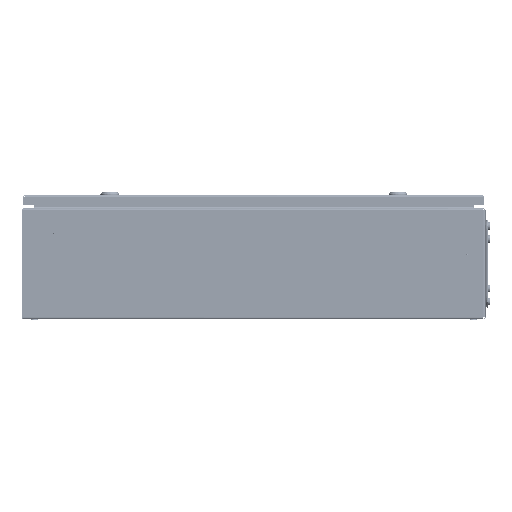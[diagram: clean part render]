
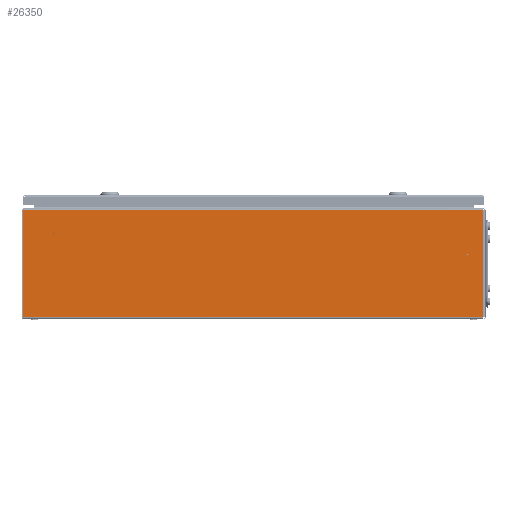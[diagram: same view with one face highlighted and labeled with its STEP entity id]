
A CAD part, left-side view. The second image highlights one B-rep face of the part: STEP entity #26350.
In plain terms, the highlighted planar face has unit normal (-1, 0, 0).
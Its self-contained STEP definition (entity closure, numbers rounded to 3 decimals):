
#346 = CARTESIAN_POINT ( 'NONE',  ( -375., -371.6, 194.992 ) ) ;
#517 = AXIS2_PLACEMENT_3D ( 'NONE', #106998, #40041, #13578 ) ;
#2143 = AXIS2_PLACEMENT_3D ( 'NONE', #5389, #14642, #14272 ) ;
#2749 = EDGE_CURVE ( 'NONE', #60990, #43692, #4429, .T. ) ;
#4429 = CIRCLE ( 'NONE', #79833, 0.883 ) ;
#5389 = CARTESIAN_POINT ( 'NONE',  ( -375., -345., 105. ) ) ;
#6589 = DIRECTION ( 'NONE',  ( -1., 0., 0. ) ) ;
#6866 = DIRECTION ( 'NONE',  ( 0., 1., 0. ) ) ;
#6975 = ORIENTED_EDGE ( 'NONE', *, *, #89248, .F. ) ;
#6984 = CIRCLE ( 'NONE', #517, 0.883 ) ;
#7649 = PLANE ( 'NONE',  #104475 ) ;
#9280 = ORIENTED_EDGE ( 'NONE', *, *, #92345, .F. ) ;
#12181 = EDGE_LOOP ( 'NONE', ( #65462, #46507 ) ) ;
#13548 = LINE ( 'NONE', #346, #101415 ) ;
#13578 = DIRECTION ( 'NONE',  ( 0., 1., 0. ) ) ;
#13826 = EDGE_CURVE ( 'NONE', #48831, #52147, #6984, .T. ) ;
#14272 = DIRECTION ( 'NONE',  ( 0., 1., 0. ) ) ;
#14642 = DIRECTION ( 'NONE',  ( -1., 0., 0. ) ) ;
#15410 = DIRECTION ( 'NONE',  ( -1., 0., 0. ) ) ;
#16086 = VERTEX_POINT ( 'NONE', #68538 ) ;
#18201 = DIRECTION ( 'NONE',  ( 0., 0., -1. ) ) ;
#23007 = ORIENTED_EDGE ( 'NONE', *, *, #13826, .F. ) ;
#23940 = VECTOR ( 'NONE', #45322, 1000. ) ;
#24496 = FACE_OUTER_BOUND ( 'NONE', #36650, .T. ) ;
#26306 = CARTESIAN_POINT ( 'NONE',  ( -375., -324., 138.717 ) ) ;
#26350 = ADVANCED_FACE ( 'NONE', ( #109753, #73695, #105661, #24496 ), #7649, .F. ) ;
#26605 = ORIENTED_EDGE ( 'NONE', *, *, #61957, .T. ) ;
#30550 = CARTESIAN_POINT ( 'NONE',  ( -375., -371.6, 3.4 ) ) ;
#31467 = EDGE_CURVE ( 'NONE', #41667, #56158, #88403, .T. ) ;
#33734 = DIRECTION ( 'NONE',  ( 0., 1., 0. ) ) ;
#36650 = EDGE_LOOP ( 'NONE', ( #6975, #75948, #26605, #9280 ) ) ;
#40041 = DIRECTION ( 'NONE',  ( -1., 0., 0. ) ) ;
#40170 = ORIENTED_EDGE ( 'NONE', *, *, #92250, .F. ) ;
#40248 = CARTESIAN_POINT ( 'NONE',  ( -375., 324., 140.483 ) ) ;
#40857 = LINE ( 'NONE', #100979, #54133 ) ;
#41521 = CARTESIAN_POINT ( 'NONE',  ( -375., -324., 139.6 ) ) ;
#41667 = VERTEX_POINT ( 'NONE', #79646 ) ;
#43692 = VERTEX_POINT ( 'NONE', #86554 ) ;
#45322 = DIRECTION ( 'NONE',  ( 0., 1., 0. ) ) ;
#46507 = ORIENTED_EDGE ( 'NONE', *, *, #87809, .F. ) ;
#46910 = AXIS2_PLACEMENT_3D ( 'NONE', #73070, #72702, #81277 ) ;
#47787 = EDGE_CURVE ( 'NONE', #56158, #41667, #78960, .T. ) ;
#47947 = LINE ( 'NONE', #85788, #23940 ) ;
#48831 = VERTEX_POINT ( 'NONE', #75528 ) ;
#50527 = CARTESIAN_POINT ( 'NONE',  ( -375., -345., 105. ) ) ;
#50699 = DIRECTION ( 'NONE',  ( -1., 0., 0. ) ) ;
#50779 = CIRCLE ( 'NONE', #46910, 0.883 ) ;
#51317 = DIRECTION ( 'NONE',  ( 0., 1., 0. ) ) ;
#51923 = VECTOR ( 'NONE', #51317, 1000. ) ;
#52147 = VERTEX_POINT ( 'NONE', #26306 ) ;
#52943 = ORIENTED_EDGE ( 'NONE', *, *, #47787, .F. ) ;
#53611 = CARTESIAN_POINT ( 'NONE',  ( -375., 373.246, 3.4 ) ) ;
#54133 = VECTOR ( 'NONE', #61141, 1000. ) ;
#55615 = AXIS2_PLACEMENT_3D ( 'NONE', #50527, #6589, #110051 ) ;
#55902 = EDGE_LOOP ( 'NONE', ( #60761, #52943 ) ) ;
#56158 = VERTEX_POINT ( 'NONE', #76596 ) ;
#57575 = EDGE_LOOP ( 'NONE', ( #23007, #40170 ) ) ;
#58342 = CARTESIAN_POINT ( 'NONE',  ( -375., -375., 3.4 ) ) ;
#60761 = ORIENTED_EDGE ( 'NONE', *, *, #31467, .F. ) ;
#60990 = VERTEX_POINT ( 'NONE', #40248 ) ;
#61141 = DIRECTION ( 'NONE',  ( 0., 0., 1. ) ) ;
#61957 = EDGE_CURVE ( 'NONE', #16086, #83699, #47947, .T. ) ;
#63411 = CIRCLE ( 'NONE', #98862, 0.883 ) ;
#64987 = VERTEX_POINT ( 'NONE', #30550 ) ;
#65462 = ORIENTED_EDGE ( 'NONE', *, *, #2749, .F. ) ;
#68538 = CARTESIAN_POINT ( 'NONE',  ( -375., -371.6, 176.6 ) ) ;
#72702 = DIRECTION ( 'NONE',  ( -1., 0., 0. ) ) ;
#73070 = CARTESIAN_POINT ( 'NONE',  ( -375., 324., 139.6 ) ) ;
#73695 = FACE_BOUND ( 'NONE', #57575, .T. ) ;
#74261 = VERTEX_POINT ( 'NONE', #53611 ) ;
#75182 = CARTESIAN_POINT ( 'NONE',  ( -375., 324., 139.6 ) ) ;
#75528 = CARTESIAN_POINT ( 'NONE',  ( -375., -324., 140.483 ) ) ;
#75948 = ORIENTED_EDGE ( 'NONE', *, *, #87109, .F. ) ;
#76412 = CARTESIAN_POINT ( 'NONE',  ( -375., 373.246, 176.6 ) ) ;
#76596 = CARTESIAN_POINT ( 'NONE',  ( -375., -345.883, 105. ) ) ;
#78960 = CIRCLE ( 'NONE', #55615, 0.883 ) ;
#79646 = CARTESIAN_POINT ( 'NONE',  ( -375., -344.117, 105. ) ) ;
#79833 = AXIS2_PLACEMENT_3D ( 'NONE', #75182, #50699, #110216 ) ;
#81277 = DIRECTION ( 'NONE',  ( 0., 1., 0. ) ) ;
#83699 = VERTEX_POINT ( 'NONE', #76412 ) ;
#83880 = CARTESIAN_POINT ( 'NONE',  ( -375., -375., 176.6 ) ) ;
#85788 = CARTESIAN_POINT ( 'NONE',  ( -375., -375., 176.6 ) ) ;
#86554 = CARTESIAN_POINT ( 'NONE',  ( -375., 324., 138.717 ) ) ;
#87109 = EDGE_CURVE ( 'NONE', #16086, #64987, #13548, .T. ) ;
#87809 = EDGE_CURVE ( 'NONE', #43692, #60990, #50779, .T. ) ;
#88403 = CIRCLE ( 'NONE', #2143, 0.883 ) ;
#89248 = EDGE_CURVE ( 'NONE', #64987, #74261, #95739, .T. ) ;
#92250 = EDGE_CURVE ( 'NONE', #52147, #48831, #63411, .T. ) ;
#92345 = EDGE_CURVE ( 'NONE', #74261, #83699, #40857, .T. ) ;
#95739 = LINE ( 'NONE', #58342, #51923 ) ;
#98862 = AXIS2_PLACEMENT_3D ( 'NONE', #41521, #15410, #6866 ) ;
#100979 = CARTESIAN_POINT ( 'NONE',  ( -375., 373.246, 176.6 ) ) ;
#101415 = VECTOR ( 'NONE', #18201, 1000. ) ;
#104475 = AXIS2_PLACEMENT_3D ( 'NONE', #83880, #109279, #33734 ) ;
#105661 = FACE_BOUND ( 'NONE', #12181, .T. ) ;
#106998 = CARTESIAN_POINT ( 'NONE',  ( -375., -324., 139.6 ) ) ;
#109279 = DIRECTION ( 'NONE',  ( 1., 0., 0. ) ) ;
#109753 = FACE_BOUND ( 'NONE', #55902, .T. ) ;
#110051 = DIRECTION ( 'NONE',  ( 0., 1., 0. ) ) ;
#110216 = DIRECTION ( 'NONE',  ( 0., 1., 0. ) ) ;
